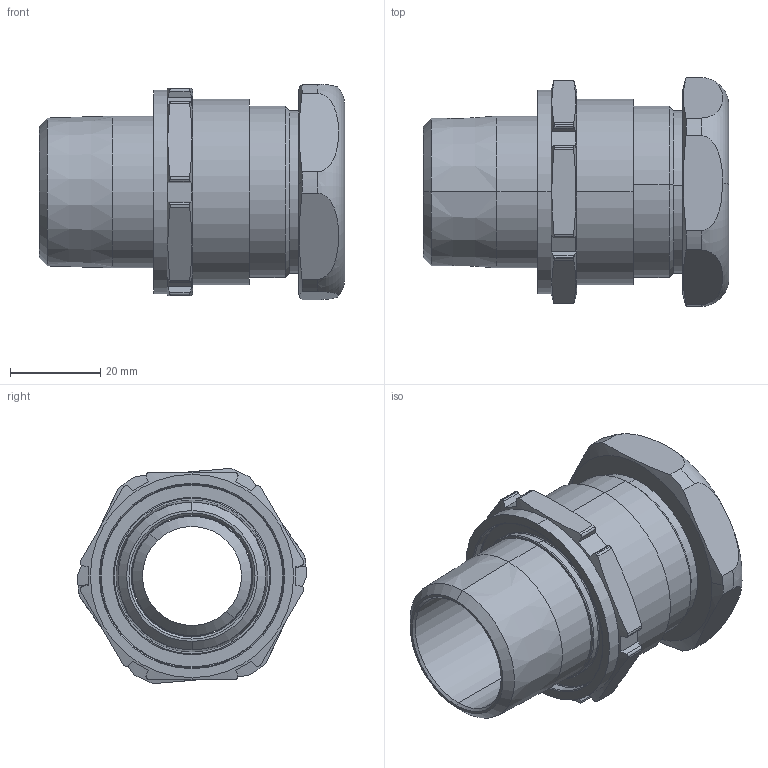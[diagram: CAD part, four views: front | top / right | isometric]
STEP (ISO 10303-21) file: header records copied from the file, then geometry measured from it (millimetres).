
FILE_DESCRIPTION (( 'STEP AP203' ), '1' );
FILE_NAME ('TC-100104A1RA133.STEP', '2019-03-29T08:25:38', ( '' ), ( '' ), 'SwSTEP 2.0', 'SolidWorks 2017', '' );
FILE_SCHEMA (( 'CONFIG_CONTROL_DESIGN' ));
Length unit declared in the file: millimetre
Products named in the file (1): TC-100104A1RA133
Bounding box: 67.57 x 50.6 x 47.61 mm (x, y, z)
Surface area: 20232.9 mm2 (no closed solid volume)
Topology: 0 solids, 3 shells, 122 faces, 316 edges, 202 vertices
Faces by surface type: cylinder 52, plane 38, cone 20, torus 12
Entity records: 4209 total; most frequent: CARTESIAN_POINT 1235, ORIENTED_EDGE 620, DIRECTION 588, EDGE_CURVE 316, AXIS2_PLACEMENT_3D 243, VERTEX_POINT 202, EDGE_LOOP 130, ADVANCED_FACE 122
